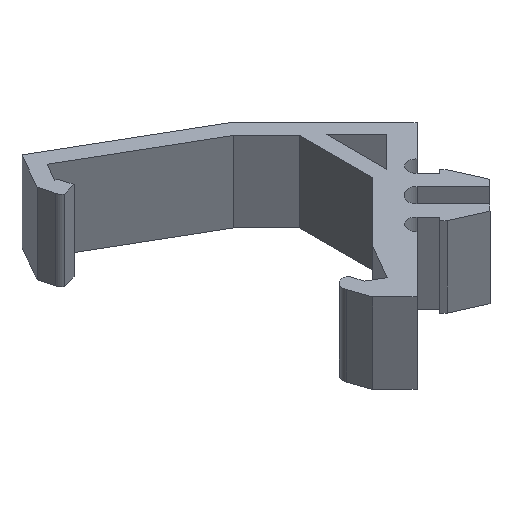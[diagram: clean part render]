
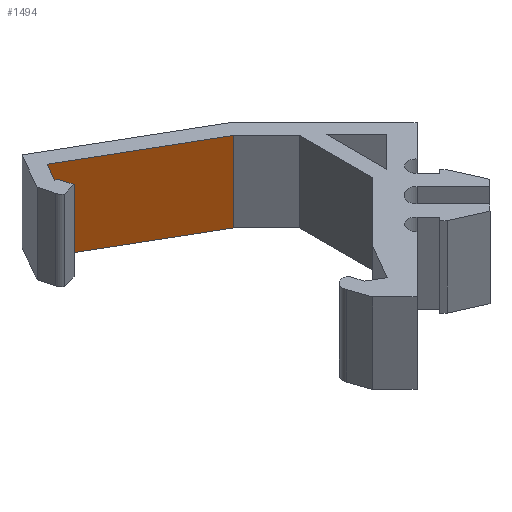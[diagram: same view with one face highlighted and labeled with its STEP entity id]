
A CAD part, isometric view. The second image highlights one B-rep face of the part: STEP entity #1494.
In plain terms, the highlighted planar face has unit normal (-0.5, -0.866, 0).
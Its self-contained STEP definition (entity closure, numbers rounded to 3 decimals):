
#86=PLANE('',#1577);
#161=FACE_OUTER_BOUND('',#239,.T.);
#239=EDGE_LOOP('',(#1310,#1311,#1312,#1313));
#403=LINE('',#2634,#567);
#404=LINE('',#2637,#568);
#405=LINE('',#2639,#569);
#406=LINE('',#2640,#570);
#567=VECTOR('',#1871,10.);
#568=VECTOR('',#1874,10.);
#569=VECTOR('',#1875,10.);
#570=VECTOR('',#1876,10.);
#750=VERTEX_POINT('',#2630);
#751=VERTEX_POINT('',#2632);
#752=VERTEX_POINT('',#2636);
#753=VERTEX_POINT('',#2638);
#963=EDGE_CURVE('',#750,#751,#403,.T.);
#964=EDGE_CURVE('',#752,#750,#404,.T.);
#965=EDGE_CURVE('',#753,#751,#405,.T.);
#966=EDGE_CURVE('',#752,#753,#406,.T.);
#1310=ORIENTED_EDGE('',*,*,#964,.T.);
#1311=ORIENTED_EDGE('',*,*,#963,.T.);
#1312=ORIENTED_EDGE('',*,*,#965,.F.);
#1313=ORIENTED_EDGE('',*,*,#966,.F.);
#1494=ADVANCED_FACE('',(#161),#86,.T.);
#1577=AXIS2_PLACEMENT_3D('',#2635,#1872,#1873);
#1871=DIRECTION('',(0.,0.,1.));
#1872=DIRECTION('center_axis',(-0.5,-0.866,0.));
#1873=DIRECTION('ref_axis',(0.866,-0.5,0.));
#1874=DIRECTION('',(0.866,-0.5,0.));
#1875=DIRECTION('',(0.866,-0.5,0.));
#1876=DIRECTION('',(0.,0.,1.));
#2630=CARTESIAN_POINT('',(-3.723,7.835,0.));
#2632=CARTESIAN_POINT('',(-3.723,7.835,9.));
#2634=CARTESIAN_POINT('',(-3.723,7.835,0.));
#2635=CARTESIAN_POINT('Origin',(-16.994,15.497,0.));
#2636=CARTESIAN_POINT('',(-16.994,15.497,0.));
#2637=CARTESIAN_POINT('',(-16.994,15.497,0.));
#2638=CARTESIAN_POINT('',(-16.994,15.497,9.));
#2639=CARTESIAN_POINT('',(-16.994,15.497,9.));
#2640=CARTESIAN_POINT('',(-16.994,15.497,0.));
